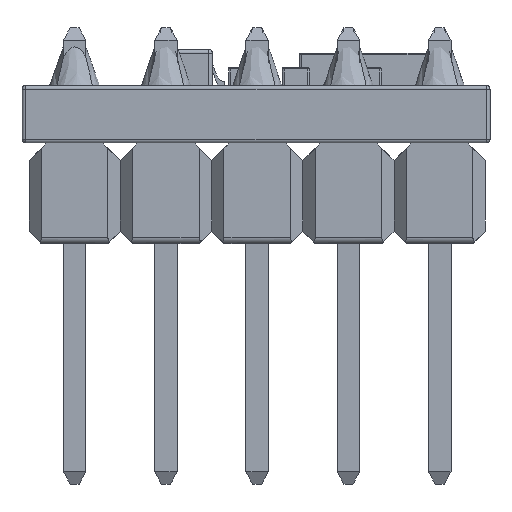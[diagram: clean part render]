
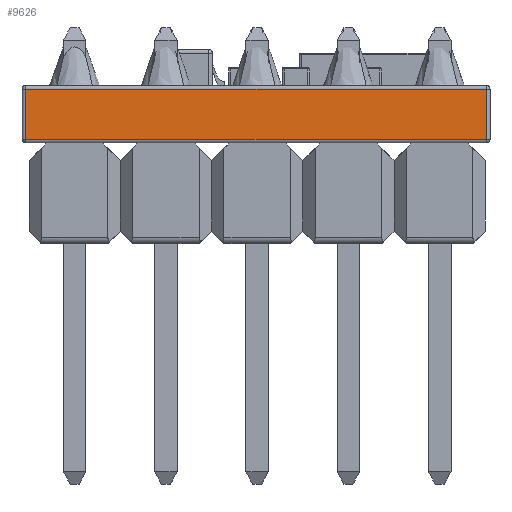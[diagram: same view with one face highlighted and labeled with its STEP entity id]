
A CAD part, front view. The second image highlights one B-rep face of the part: STEP entity #9626.
In plain terms, the highlighted planar face has unit normal (0, -1, 0).
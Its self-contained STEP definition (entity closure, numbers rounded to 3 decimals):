
#893=FACE_OUTER_BOUND('',#1456,.T.);
#1456=EDGE_LOOP('',(#7690,#7691,#7692,#7693));
#2266=LINE('',#15090,#3409);
#2268=LINE('',#15100,#3411);
#2272=LINE('',#15113,#3415);
#2276=LINE('',#15119,#3419);
#3409=VECTOR('',#11923,10.);
#3411=VECTOR('',#11935,10.);
#3415=VECTOR('',#11951,10.);
#3419=VECTOR('',#11959,10.);
#4421=VERTEX_POINT('',#15060);
#4428=VERTEX_POINT('',#15085);
#4429=VERTEX_POINT('',#15092);
#4432=VERTEX_POINT('',#15105);
#5545=EDGE_CURVE('',#4421,#4428,#2266,.T.);
#5550=EDGE_CURVE('',#4429,#4421,#2268,.T.);
#5557=EDGE_CURVE('',#4432,#4429,#2272,.T.);
#5561=EDGE_CURVE('',#4428,#4432,#2276,.T.);
#7690=ORIENTED_EDGE('',*,*,#5545,.F.);
#7691=ORIENTED_EDGE('',*,*,#5550,.F.);
#7692=ORIENTED_EDGE('',*,*,#5557,.F.);
#7693=ORIENTED_EDGE('',*,*,#5561,.F.);
#9139=PLANE('',#10335);
#9626=ADVANCED_FACE('',(#893),#9139,.F.);
#10335=AXIS2_PLACEMENT_3D('',#15345,#12112,#12113);
#11923=DIRECTION('',(0.,0.,1.));
#11935=DIRECTION('',(-1.,0.,0.));
#11951=DIRECTION('',(0.,0.,-1.));
#11959=DIRECTION('',(1.,0.,0.));
#12112=DIRECTION('center_axis',(0.,1.,0.));
#12113=DIRECTION('ref_axis',(0.,0.,1.));
#15060=CARTESIAN_POINT('',(-6.375,-5.75,-1.49));
#15085=CARTESIAN_POINT('',(-6.375,-5.75,-0.09));
#15090=CARTESIAN_POINT('',(-6.375,-5.75,-1.59));
#15092=CARTESIAN_POINT('',(6.45,-5.75,-1.49));
#15100=CARTESIAN_POINT('',(-10.503,-5.75,-1.49));
#15105=CARTESIAN_POINT('',(6.45,-5.75,-0.09));
#15113=CARTESIAN_POINT('',(6.45,-5.75,-1.59));
#15119=CARTESIAN_POINT('',(-10.503,-5.75,-0.09));
#15345=CARTESIAN_POINT('Origin',(-10.503,-5.75,-1.59));
